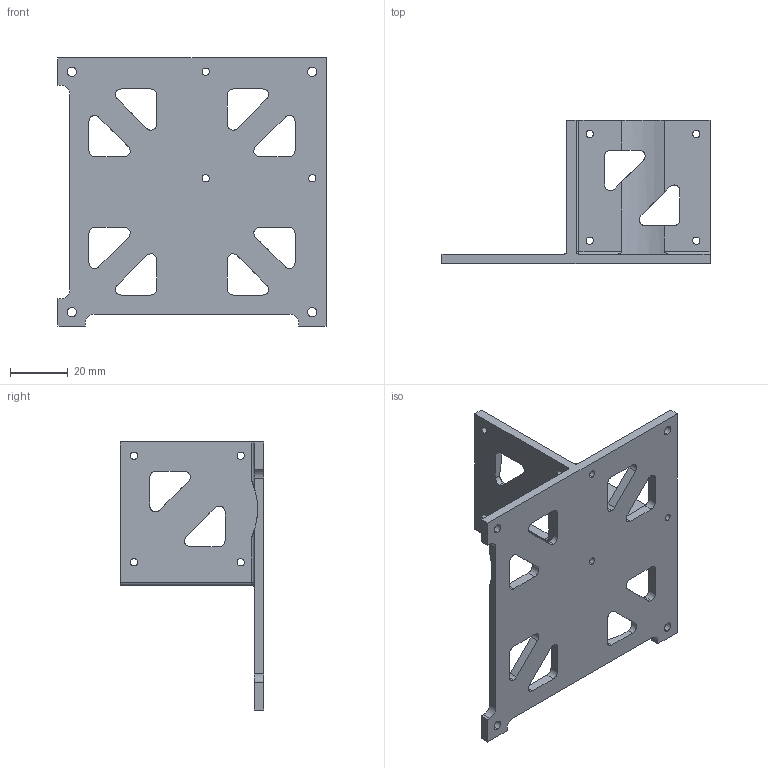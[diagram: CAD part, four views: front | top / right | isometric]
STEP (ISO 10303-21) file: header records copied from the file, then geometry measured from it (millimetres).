
FILE_DESCRIPTION (( 'STEP AP214' ), '1' );
FILE_NAME ('MSG_Controls_RWcontainer_.STEP', '2021-04-01T04:49:38', ( '' ), ( '' ), 'SwSTEP 2.0', 'SolidWorks 2020', '' );
FILE_SCHEMA (( 'AUTOMOTIVE_DESIGN' ));
Length unit declared in the file: millimetre
Products named in the file (1): MSG_Controls_RWcontainer_
Bounding box: 92.5 x 49.42 x 92.5 mm (x, y, z)
Volume: 32543.5 mm3; surface area: 24910.6 mm2
Topology: 1 solids, 1 shells, 152 faces, 470 edges, 311 vertices
Faces by surface type: cylinder 90, plane 60, sphere 1, torus 1
Entity records: 5642 total; most frequent: CARTESIAN_POINT 1212, ORIENTED_EDGE 938, DIRECTION 918, EDGE_CURVE 469, AXIS2_PLACEMENT_3D 323, VERTEX_POINT 311, LINE 272, VECTOR 272
